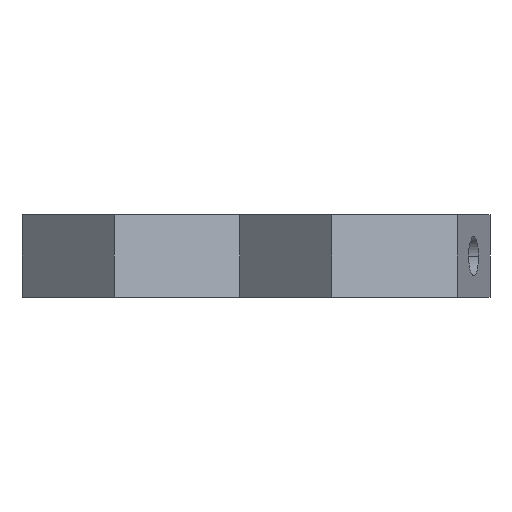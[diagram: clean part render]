
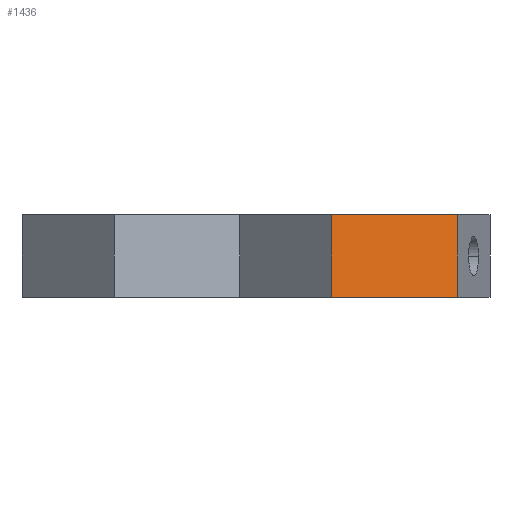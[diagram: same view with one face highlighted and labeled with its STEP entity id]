
A CAD part, front view. The second image highlights one B-rep face of the part: STEP entity #1436.
In plain terms, the highlighted planar face has unit normal (0.264, -0.964, 0).
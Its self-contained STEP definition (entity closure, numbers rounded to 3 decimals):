
#1423=AXIS2_PLACEMENT_3D('Plane Axis2P3D',#1420,#1421,#1422) ;
#30=CARTESIAN_POINT('Line Origine',(36.171,-131.949,0.)) ;
#34=CARTESIAN_POINT('Vertex',(-40.01,-152.833,0.)) ;
#36=CARTESIAN_POINT('Vertex',(112.352,-111.066,0.)) ;
#703=CARTESIAN_POINT('Vertex',(-40.01,-152.833,100.415)) ;
#706=CARTESIAN_POINT('Line Origine',(36.171,-131.949,100.415)) ;
#710=CARTESIAN_POINT('Vertex',(112.352,-111.066,100.415)) ;
#1402=CARTESIAN_POINT('Line Origine',(-40.01,-152.833,50.208)) ;
#1420=CARTESIAN_POINT('Axis2P3D Location',(-33.05,-150.925,0.)) ;
#1425=CARTESIAN_POINT('Line Origine',(112.352,-111.066,50.208)) ;
#31=DIRECTION('Vector Direction',(0.964,0.264,0.)) ;
#707=DIRECTION('Vector Direction',(0.964,0.264,0.)) ;
#1403=DIRECTION('Vector Direction',(0.,0.,1.)) ;
#1421=DIRECTION('Axis2P3D Direction',(0.264,-0.964,0.)) ;
#1422=DIRECTION('Axis2P3D XDirection',(0.964,0.264,0.)) ;
#1426=DIRECTION('Vector Direction',(0.,0.,1.)) ;
#32=VECTOR('Line Direction',#31,1.) ;
#708=VECTOR('Line Direction',#707,1.) ;
#1404=VECTOR('Line Direction',#1403,1.) ;
#1427=VECTOR('Line Direction',#1426,1.) ;
#1431=ORIENTED_EDGE('',*,*,#1429,.T.) ;
#1432=ORIENTED_EDGE('',*,*,#712,.F.) ;
#1433=ORIENTED_EDGE('',*,*,#1406,.F.) ;
#1434=ORIENTED_EDGE('',*,*,#38,.T.) ;
#1436=ADVANCED_FACE('',(#1435),#1424,.T.) ;
#38=EDGE_CURVE('',#35,#37,#33,.T.) ;
#712=EDGE_CURVE('',#704,#711,#709,.T.) ;
#1406=EDGE_CURVE('',#35,#704,#1405,.T.) ;
#1429=EDGE_CURVE('',#37,#711,#1428,.T.) ;
#1430=EDGE_LOOP('',(#1431,#1432,#1433,#1434)) ;
#1435=FACE_OUTER_BOUND('',#1430,.T.) ;
#33=LINE('Line',#30,#32) ;
#709=LINE('Line',#706,#708) ;
#1405=LINE('Line',#1402,#1404) ;
#1428=LINE('Line',#1425,#1427) ;
#1424=PLANE('',#1423) ;
#35=VERTEX_POINT('',#34) ;
#37=VERTEX_POINT('',#36) ;
#704=VERTEX_POINT('',#703) ;
#711=VERTEX_POINT('',#710) ;
